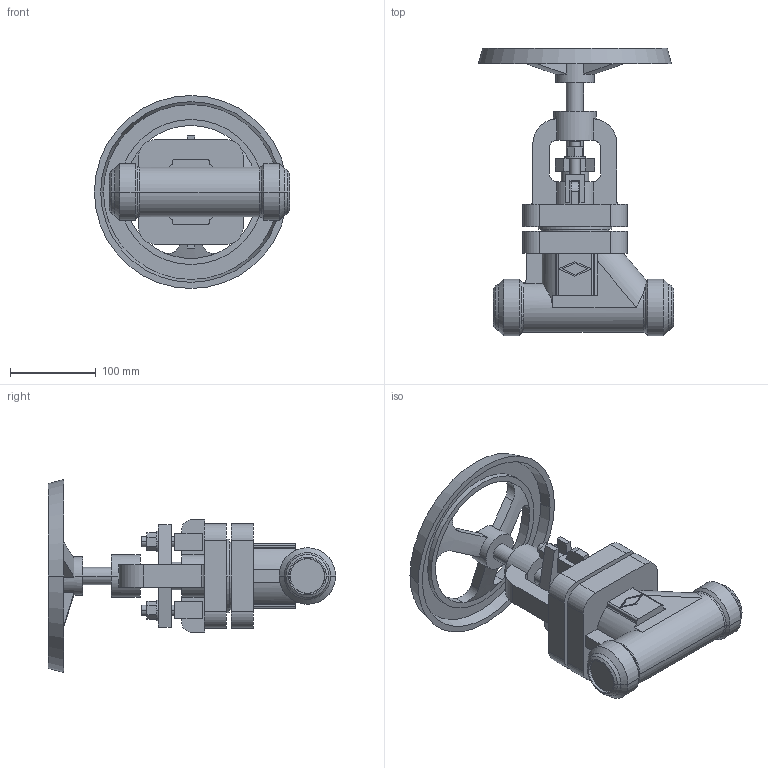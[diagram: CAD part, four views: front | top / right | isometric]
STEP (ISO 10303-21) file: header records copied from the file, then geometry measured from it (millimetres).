
FILE_DESCRIPTION(('OneSpaceDesigner STEP Export'),'2;1');
FILE_NAME('c000004655.stp','2011-03-29T11:29:34',(''),(''),'OneSpace Designer STEP processor for AP214 (Solid Model)','OneSpace Modeling 15.50B 03-Nov-2007 (C) CoCreate Software GmbH','');
FILE_SCHEMA(('AUTOMOTIVE_DESIGN { 1 0 10303 214 1 1 1 1 }'));
Length unit declared in the file: millimetre
Products named in the file (1): 1
Bounding box: 227.5 x 335 x 225 mm (x, y, z)
Volume: 2282064.6 mm3; surface area: 265323.6 mm2
Topology: 1 solids, 1 shells, 260 faces, 678 edges, 439 vertices
Faces by surface type: plane 134, cylinder 88, cone 34, torus 4
Entity records: 12961 total; most frequent: CARTESIAN_POINT 4696, ORIENTED_EDGE 1356, DIRECTION 1189, EDGE_CURVE 678, VERTEX_POINT 439, VECTOR 409, LINE 409, AXIS2_PLACEMENT_3D 390
